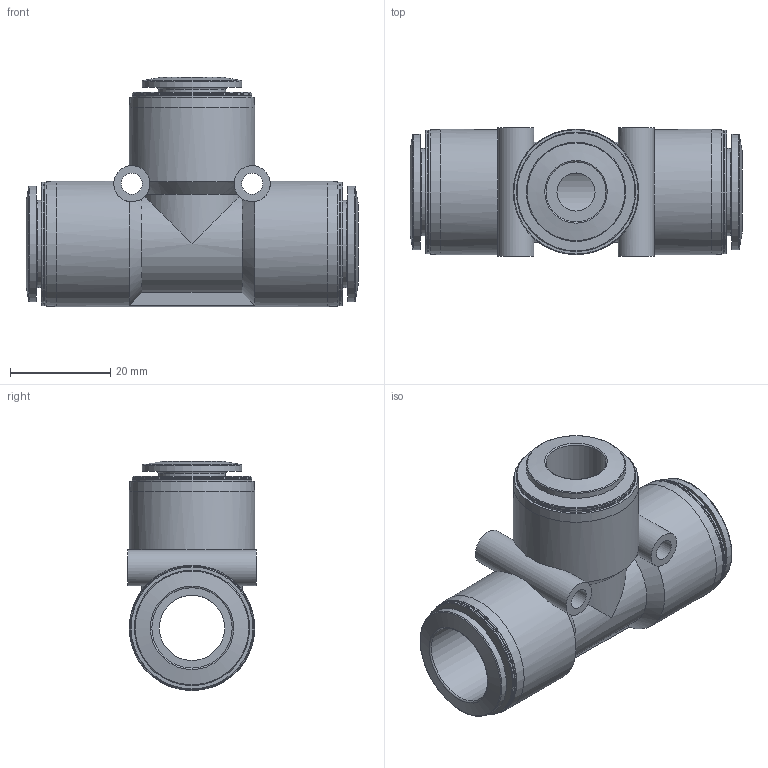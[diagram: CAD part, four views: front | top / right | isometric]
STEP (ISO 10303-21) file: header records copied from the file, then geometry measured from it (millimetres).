
FILE_DESCRIPTION(/* description */ ('STEP AP214'),/* implementation_level */ '2;1');
FILE_NAME(/* name */ '130616_QST-16-12',/* time_stamp */ '2024-09-14T16:32:52+02:00',/* author */ ('License CC BY-ND 4.0'),/* organization */ ('CADENAS'),/* preprocessor_version */ 'ST-DEVELOPER v19.3',/* originating_system */ 'PARTsolutions',/* authorisation */ ' ');
FILE_SCHEMA (('AUTOMOTIVE_DESIGN {1 0 10303 214 3 1 1}'));
Length unit declared in the file: millimetre
Products named in the file (1): 130616 QST-16-12
Bounding box: 66.2 x 25.6 x 45.69 mm (x, y, z)
Volume: 24381.9 mm3; surface area: 13739.7 mm2
Topology: 1 solids, 1 shells, 75 faces, 163 edges, 100 vertices
Faces by surface type: cylinder 27, cone 21, plane 18, torus 9
Full cylindrical faces by diameter (mm): 4.2 x2, 7.2 x2, 7.6 x1, 12 x1, 13 x1, 13.4 x1, 16 x2, 17.4 x2, 19.8 x1, 23 x2, 23.8 x2, 24.6 x4, 25 x2
Entity records: 2396 total; most frequent: CARTESIAN_POINT 417, DIRECTION 312, ORIENTED_EDGE 214, AXIS2_PLACEMENT_3D 154, EDGE_LOOP 142, FACE_BOUND 142, EDGE_CURVE 107, VERTEX_POINT 93
